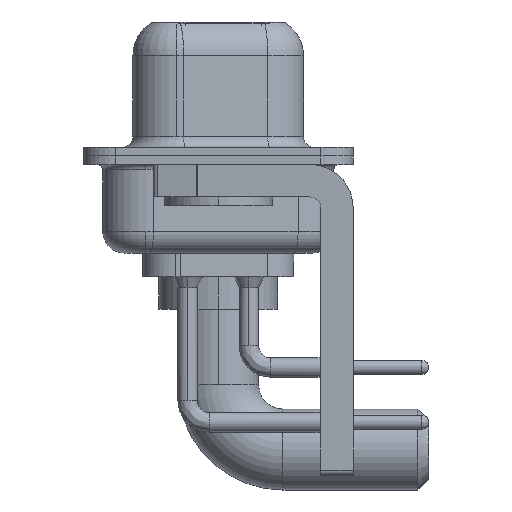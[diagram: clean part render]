
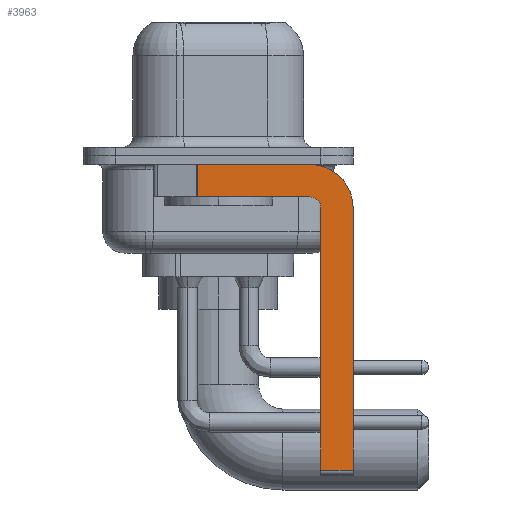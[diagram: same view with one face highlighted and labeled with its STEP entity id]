
A CAD part, left-side view. The second image highlights one B-rep face of the part: STEP entity #3963.
In plain terms, the highlighted planar face has unit normal (-1, 0, 0).
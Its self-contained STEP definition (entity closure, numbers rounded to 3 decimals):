
#125 = EDGE_CURVE ( 'NONE', #3178, #5717, #3188, .T. ) ;
#440 = VECTOR ( 'NONE', #4560, 1000. ) ;
#715 = VECTOR ( 'NONE', #17211, 1000. ) ;
#753 = DIRECTION ( 'NONE',  ( 0., -1., 0. ) ) ;
#797 = CARTESIAN_POINT ( 'NONE',  ( -2.9, -4.25, -2.4 ) ) ;
#1498 = EDGE_CURVE ( 'NONE', #4261, #14463, #13409, .T. ) ;
#1931 = DIRECTION ( 'NONE',  ( 1., 0., 0. ) ) ;
#2652 = VERTEX_POINT ( 'NONE', #2875 ) ;
#2830 = CARTESIAN_POINT ( 'NONE',  ( -2.9, -4.25, -2.4 ) ) ;
#2834 = CIRCLE ( 'NONE', #14149, 0.5 ) ;
#2875 = CARTESIAN_POINT ( 'NONE',  ( -2.9, -4.75, -2.4 ) ) ;
#2884 = CARTESIAN_POINT ( 'NONE',  ( -2.9, 0.978, -1.9 ) ) ;
#3178 = VERTEX_POINT ( 'NONE', #7481 ) ;
#3188 = LINE ( 'NONE', #4761, #715 ) ;
#3230 = PLANE ( 'NONE',  #18710 ) ;
#3429 = AXIS2_PLACEMENT_3D ( 'NONE', #12386, #1931, #15241 ) ;
#3963 = ADVANCED_FACE ( 'NONE', ( #9029 ), #3230, .F. ) ;
#4105 = CARTESIAN_POINT ( 'NONE',  ( -2.9, -6.25, -2.4 ) ) ;
#4198 = CARTESIAN_POINT ( 'NONE',  ( -2.9, 0.978, -1.9 ) ) ;
#4261 = VERTEX_POINT ( 'NONE', #4105 ) ;
#4560 = DIRECTION ( 'NONE',  ( 0., 0., -1. ) ) ;
#4712 = DIRECTION ( 'NONE',  ( 0., 0., -1. ) ) ;
#4761 = CARTESIAN_POINT ( 'NONE',  ( -2.9, 3., -0.4 ) ) ;
#5717 = VERTEX_POINT ( 'NONE', #11735 ) ;
#5936 = CIRCLE ( 'NONE', #3429, 2. ) ;
#6265 = VECTOR ( 'NONE', #17547, 1000. ) ;
#6576 = CARTESIAN_POINT ( 'NONE',  ( -2.9, -4.25, -14.55 ) ) ;
#6694 = ORIENTED_EDGE ( 'NONE', *, *, #1498, .F. ) ;
#6701 = ORIENTED_EDGE ( 'NONE', *, *, #15933, .F. ) ;
#6815 = DIRECTION ( 'NONE',  ( -1., 0., 0. ) ) ;
#7022 = LINE ( 'NONE', #2884, #6265 ) ;
#7481 = CARTESIAN_POINT ( 'NONE',  ( -2.9, 0.978, -0.4 ) ) ;
#7716 = DIRECTION ( 'NONE',  ( 0., 1., 0. ) ) ;
#8673 = CARTESIAN_POINT ( 'NONE',  ( -2.9, -4.25, -1.9 ) ) ;
#9029 = FACE_OUTER_BOUND ( 'NONE', #18401, .T. ) ;
#9223 = DIRECTION ( 'NONE',  ( 1., 0., 0. ) ) ;
#9227 = CARTESIAN_POINT ( 'NONE',  ( -2.9, -4.75, -14.8 ) ) ;
#9426 = EDGE_CURVE ( 'NONE', #3178, #18079, #7022, .T. ) ;
#10499 = EDGE_CURVE ( 'NONE', #12642, #18079, #16692, .T. ) ;
#10596 = ORIENTED_EDGE ( 'NONE', *, *, #125, .F. ) ;
#10609 = LINE ( 'NONE', #9227, #17353 ) ;
#11735 = CARTESIAN_POINT ( 'NONE',  ( -2.9, -4.25, -0.4 ) ) ;
#12285 = DIRECTION ( 'NONE',  ( 0., 0., 1. ) ) ;
#12386 = CARTESIAN_POINT ( 'NONE',  ( -2.9, -4.25, -2.4 ) ) ;
#12642 = VERTEX_POINT ( 'NONE', #8673 ) ;
#12932 = ORIENTED_EDGE ( 'NONE', *, *, #19202, .F. ) ;
#13132 = EDGE_CURVE ( 'NONE', #5717, #4261, #5936, .T. ) ;
#13237 = EDGE_CURVE ( 'NONE', #13600, #14463, #17001, .T. ) ;
#13409 = LINE ( 'NONE', #18022, #440 ) ;
#13600 = VERTEX_POINT ( 'NONE', #16252 ) ;
#14022 = CARTESIAN_POINT ( 'NONE',  ( -2.9, -4.25, -1.9 ) ) ;
#14080 = ORIENTED_EDGE ( 'NONE', *, *, #13132, .F. ) ;
#14149 = AXIS2_PLACEMENT_3D ( 'NONE', #797, #6815, #18906 ) ;
#14463 = VERTEX_POINT ( 'NONE', #16673 ) ;
#14517 = VECTOR ( 'NONE', #7716, 1000. ) ;
#15241 = DIRECTION ( 'NONE',  ( 0., 0., -1. ) ) ;
#15933 = EDGE_CURVE ( 'NONE', #2652, #12642, #2834, .T. ) ;
#16252 = CARTESIAN_POINT ( 'NONE',  ( -2.9, -4.75, -14.55 ) ) ;
#16317 = VECTOR ( 'NONE', #753, 1000. ) ;
#16509 = ORIENTED_EDGE ( 'NONE', *, *, #9426, .T. ) ;
#16673 = CARTESIAN_POINT ( 'NONE',  ( -2.9, -6.25, -14.55 ) ) ;
#16692 = LINE ( 'NONE', #14022, #14517 ) ;
#17001 = LINE ( 'NONE', #6576, #16317 ) ;
#17211 = DIRECTION ( 'NONE',  ( 0., -1., 0. ) ) ;
#17353 = VECTOR ( 'NONE', #12285, 1000. ) ;
#17547 = DIRECTION ( 'NONE',  ( 0., 0., -1. ) ) ;
#17965 = ORIENTED_EDGE ( 'NONE', *, *, #13237, .T. ) ;
#18022 = CARTESIAN_POINT ( 'NONE',  ( -2.9, -6.25, -2.4 ) ) ;
#18079 = VERTEX_POINT ( 'NONE', #4198 ) ;
#18401 = EDGE_LOOP ( 'NONE', ( #10596, #16509, #18521, #6701, #12932, #17965, #6694, #14080 ) ) ;
#18521 = ORIENTED_EDGE ( 'NONE', *, *, #10499, .F. ) ;
#18710 = AXIS2_PLACEMENT_3D ( 'NONE', #2830, #9223, #4712 ) ;
#18906 = DIRECTION ( 'NONE',  ( 0., 0., 1. ) ) ;
#19202 = EDGE_CURVE ( 'NONE', #13600, #2652, #10609, .T. ) ;
